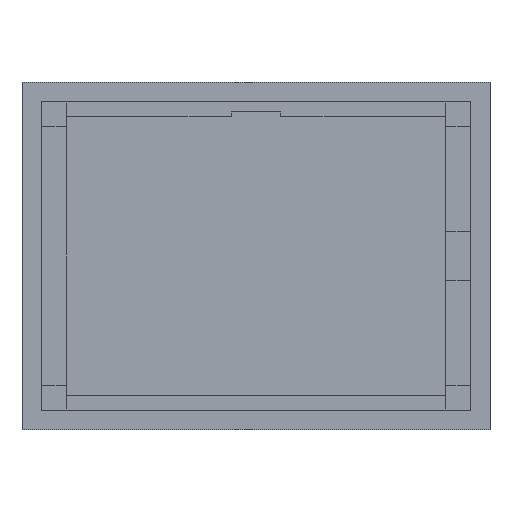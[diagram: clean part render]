
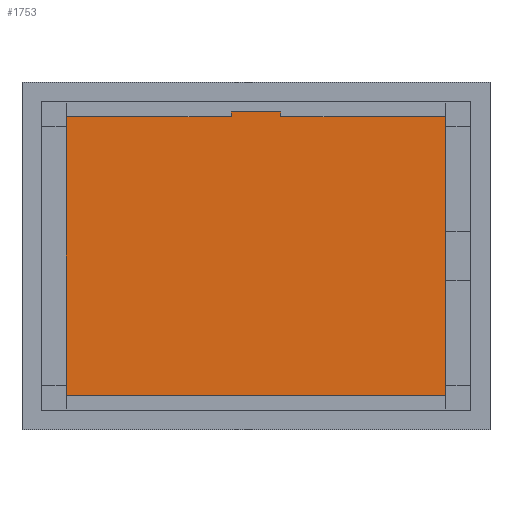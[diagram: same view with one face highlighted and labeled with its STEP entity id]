
A CAD part, front view. The second image highlights one B-rep face of the part: STEP entity #1753.
In plain terms, the highlighted planar face has unit normal (0, -1, 0).
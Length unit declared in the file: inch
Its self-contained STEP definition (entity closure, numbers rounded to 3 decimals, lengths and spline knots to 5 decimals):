
#71=PLANE('',#1855);
#163=FACE_OUTER_BOUND('',#258,.T.);
#258=EDGE_LOOP('',(#1451,#1452,#1453,#1454,#1455,#1456,#1457,#1458));
#429=LINE('',#2623,#669);
#432=LINE('',#2629,#672);
#435=LINE('',#2635,#675);
#438=LINE('',#2641,#678);
#441=LINE('',#2647,#681);
#445=LINE('',#2656,#685);
#447=LINE('',#2659,#687);
#448=LINE('',#2660,#688);
#669=VECTOR('',#2139,0.333);
#672=VECTOR('',#2144,0.01);
#675=VECTOR('',#2149,0.1);
#678=VECTOR('',#2154,0.01);
#681=VECTOR('',#2159,0.333);
#685=VECTOR('',#2165,0.766);
#687=VECTOR('',#2169,0.562);
#688=VECTOR('',#2170,0.562);
#885=VERTEX_POINT('',#2620);
#886=VERTEX_POINT('',#2622);
#888=VERTEX_POINT('',#2628);
#890=VERTEX_POINT('',#2634);
#892=VERTEX_POINT('',#2640);
#894=VERTEX_POINT('',#2646);
#897=VERTEX_POINT('',#2653);
#898=VERTEX_POINT('',#2655);
#1089=EDGE_CURVE('',#886,#885,#429,.T.);
#1092=EDGE_CURVE('',#888,#886,#432,.T.);
#1095=EDGE_CURVE('',#890,#888,#435,.T.);
#1098=EDGE_CURVE('',#892,#890,#438,.T.);
#1101=EDGE_CURVE('',#894,#892,#441,.T.);
#1105=EDGE_CURVE('',#898,#897,#445,.T.);
#1107=EDGE_CURVE('',#885,#898,#447,.T.);
#1108=EDGE_CURVE('',#897,#894,#448,.T.);
#1451=ORIENTED_EDGE('',*,*,#1107,.T.);
#1452=ORIENTED_EDGE('',*,*,#1105,.T.);
#1453=ORIENTED_EDGE('',*,*,#1108,.T.);
#1454=ORIENTED_EDGE('',*,*,#1101,.T.);
#1455=ORIENTED_EDGE('',*,*,#1098,.T.);
#1456=ORIENTED_EDGE('',*,*,#1095,.T.);
#1457=ORIENTED_EDGE('',*,*,#1092,.T.);
#1458=ORIENTED_EDGE('',*,*,#1089,.T.);
#1753=ADVANCED_FACE('',(#163),#71,.F.);
#1855=AXIS2_PLACEMENT_3D('',#2658,#2167,#2168);
#2139=DIRECTION('',(-1.,0.,0.));
#2144=DIRECTION('',(0.,0.,-1.));
#2149=DIRECTION('',(-1.,0.,0.));
#2154=DIRECTION('',(0.,0.,1.));
#2159=DIRECTION('',(-1.,0.,0.));
#2165=DIRECTION('',(1.,0.,0.));
#2167=DIRECTION('center_axis',(0.,1.,0.));
#2168=DIRECTION('ref_axis',(0.,0.,1.));
#2169=DIRECTION('',(0.,0.,-1.));
#2170=DIRECTION('',(0.,0.,1.));
#2620=CARTESIAN_POINT('',(-0.383,0.016,0.281));
#2622=CARTESIAN_POINT('',(-0.05,0.016,0.281));
#2623=CARTESIAN_POINT('',(-0.383,0.016,0.281));
#2628=CARTESIAN_POINT('',(-0.05,0.016,0.291));
#2629=CARTESIAN_POINT('',(-0.05,0.016,0.281));
#2634=CARTESIAN_POINT('',(0.05,0.016,0.291));
#2635=CARTESIAN_POINT('',(-0.05,0.016,0.291));
#2640=CARTESIAN_POINT('',(0.05,0.016,0.281));
#2641=CARTESIAN_POINT('',(0.05,0.016,0.291));
#2646=CARTESIAN_POINT('',(0.383,0.016,0.281));
#2647=CARTESIAN_POINT('',(0.05,0.016,0.281));
#2653=CARTESIAN_POINT('',(0.383,0.016,-0.281));
#2655=CARTESIAN_POINT('',(-0.383,0.016,-0.281));
#2656=CARTESIAN_POINT('',(0.383,0.016,-0.281));
#2658=CARTESIAN_POINT('Origin',(0.,0.016,0.00251));
#2659=CARTESIAN_POINT('',(-0.383,0.016,-0.281));
#2660=CARTESIAN_POINT('',(0.383,0.016,0.281));
